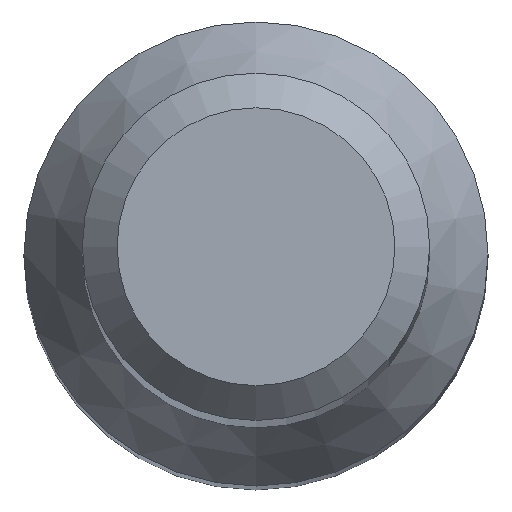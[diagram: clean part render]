
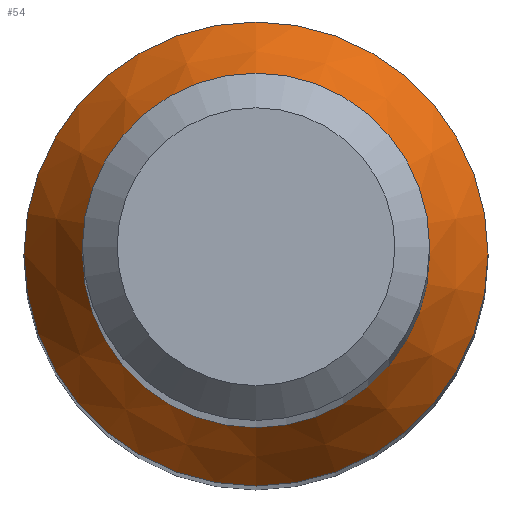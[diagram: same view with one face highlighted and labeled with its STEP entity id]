
A CAD part, top view. The second image highlights one B-rep face of the part: STEP entity #54.
In plain terms, the highlighted conical face has half-angle 30 degrees and reference radius 1.5 mm.
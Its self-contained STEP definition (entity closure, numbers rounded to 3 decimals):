
#1 = EDGE_LOOP ( 'NONE', ( #211 ) ) ;
#22 = CIRCLE ( 'NONE', #108, 1.5 ) ;
#26 = DIRECTION ( 'NONE',  ( 0., 0., -1. ) ) ;
#27 = FACE_OUTER_BOUND ( 'NONE', #160, .T. ) ;
#32 = ORIENTED_EDGE ( 'NONE', *, *, #158, .F. ) ;
#37 = VERTEX_POINT ( 'NONE', #200 ) ;
#38 = AXIS2_PLACEMENT_3D ( 'NONE', #122, #106, #147 ) ;
#54 = ADVANCED_FACE ( 'NONE', ( #27, #107 ), #111, .T. ) ;
#55 = VERTEX_POINT ( 'NONE', #214 ) ;
#76 = EDGE_CURVE ( 'NONE', #55, #55, #22, .T. ) ;
#95 = AXIS2_PLACEMENT_3D ( 'NONE', #169, #148, #219 ) ;
#104 = DIRECTION ( 'NONE',  ( 0., 1., 0. ) ) ;
#106 = DIRECTION ( 'NONE',  ( 0., 0., -1. ) ) ;
#107 = FACE_BOUND ( 'NONE', #1, .T. ) ;
#108 = AXIS2_PLACEMENT_3D ( 'NONE', #127, #26, #104 ) ;
#111 = CONICAL_SURFACE ( 'NONE', #95, 1.5, 0.524 ) ;
#122 = CARTESIAN_POINT ( 'NONE',  ( 0., 0., 20. ) ) ;
#127 = CARTESIAN_POINT ( 'NONE',  ( 0., 0., 20.873 ) ) ;
#147 = DIRECTION ( 'NONE',  ( 0., 1., 0. ) ) ;
#148 = DIRECTION ( 'NONE',  ( 0., 0., -1. ) ) ;
#158 = EDGE_CURVE ( 'NONE', #37, #37, #243, .T. ) ;
#160 = EDGE_LOOP ( 'NONE', ( #32 ) ) ;
#169 = CARTESIAN_POINT ( 'NONE',  ( 0., 0., 20.873 ) ) ;
#200 = CARTESIAN_POINT ( 'NONE',  ( 0., 2.004, 20. ) ) ;
#211 = ORIENTED_EDGE ( 'NONE', *, *, #76, .T. ) ;
#214 = CARTESIAN_POINT ( 'NONE',  ( 0., 1.5, 20.873 ) ) ;
#219 = DIRECTION ( 'NONE',  ( 0., 1., 0. ) ) ;
#243 = CIRCLE ( 'NONE', #38, 2.004 ) ;
